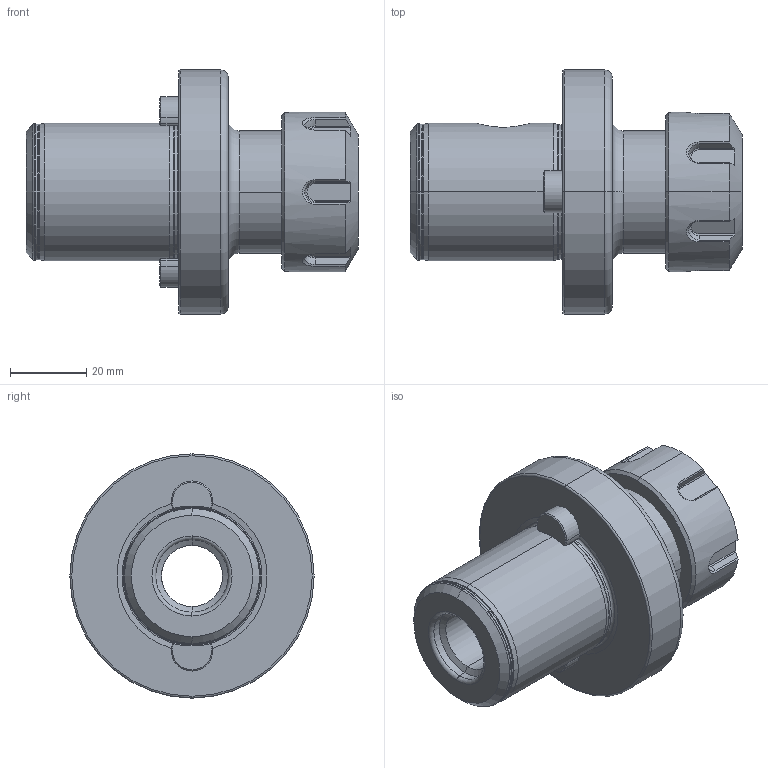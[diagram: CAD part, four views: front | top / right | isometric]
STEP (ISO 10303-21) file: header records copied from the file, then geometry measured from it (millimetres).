
FILE_DESCRIPTION (( 'STEP AP203' ), '1' );
FILE_NAME ('ST6-E25.K01.047.STEP', '2016-02-12T10:41:33', ( 'SWIAdmin' ), ( 'Hewlett-Packard Company' ), 'SwSTEP 2.0', 'SolidWorks 2015', '' );
FILE_SCHEMA (( 'CONFIG_CONTROL_DESIGN' ));
Length unit declared in the file: millimetre
Products named in the file (4): ST6-ER2.001.012_A; ST6-E25.K01.047; ST6-E25.K01.047_A; E25-ER1.001.020
Assembly tree (4 placements, depth 2):
  ST6-E25.K01.047
    ST6-E25.K01.047_A
    E25-ER1.001.020
    ST6-ER2.001.012_A  x2
Bounding box: 87 x 64 x 64 mm (x, y, z)
Volume: 93782.1 mm3; surface area: 26713.8 mm2
Topology: 4 solids, 4 shells, 213 faces, 486 edges, 282 vertices
Faces by surface type: cone 72, plane 60, cylinder 49, torus 32
Entity records: 6326 total; most frequent: CARTESIAN_POINT 1553, DIRECTION 970, ORIENTED_EDGE 876, EDGE_CURVE 438, AXIS2_PLACEMENT_3D 397, VERTEX_POINT 256, EDGE_LOOP 202, CIRCLE 198
